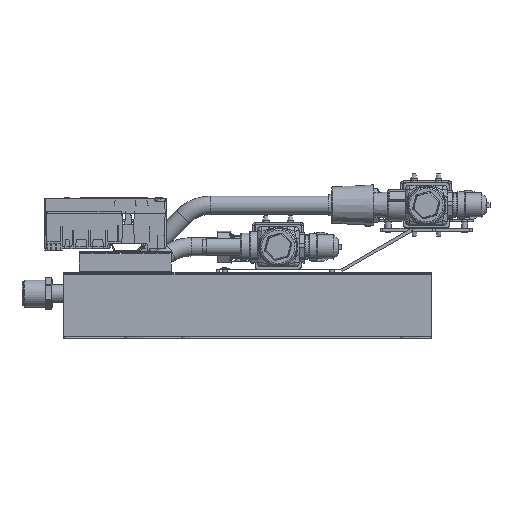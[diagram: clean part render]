
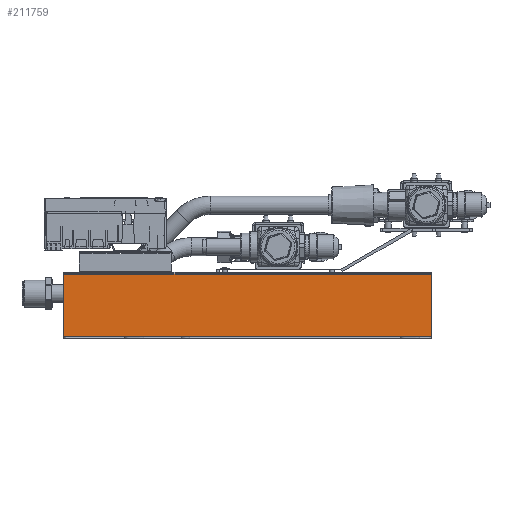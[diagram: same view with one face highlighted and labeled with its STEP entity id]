
A CAD part, left-side view. The second image highlights one B-rep face of the part: STEP entity #211759.
In plain terms, the highlighted planar face has unit normal (-1, 0, 0).
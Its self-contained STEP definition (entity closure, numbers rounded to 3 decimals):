
#2246 = LINE ( 'NONE', #64766, #192112 ) ;
#5678 = DIRECTION ( 'NONE',  ( 1., 0., 0. ) ) ;
#9995 = PLANE ( 'NONE',  #57984 ) ;
#10519 = VECTOR ( 'NONE', #187059, 1000. ) ;
#12782 = EDGE_CURVE ( 'NONE', #85024, #161317, #122493, .T. ) ;
#24435 = EDGE_CURVE ( 'NONE', #85024, #148188, #2246, .T. ) ;
#34807 = LINE ( 'NONE', #133748, #184053 ) ;
#39125 = VERTEX_POINT ( 'NONE', #172015 ) ;
#48187 = CARTESIAN_POINT ( 'NONE',  ( -411.755, 0., 251.755 ) ) ;
#49687 = ORIENTED_EDGE ( 'NONE', *, *, #12782, .F. ) ;
#51268 = EDGE_CURVE ( 'NONE', #148188, #39125, #84703, .T. ) ;
#53628 = CARTESIAN_POINT ( 'NONE',  ( -411.755, -360., 188.991 ) ) ;
#57984 = AXIS2_PLACEMENT_3D ( 'NONE', #186421, #5678, #75627 ) ;
#64766 = CARTESIAN_POINT ( 'NONE',  ( -411.755, -360., 249.768 ) ) ;
#67973 = DIRECTION ( 'NONE',  ( 0., 1., 0. ) ) ;
#75627 = DIRECTION ( 'NONE',  ( 0., 0., -1. ) ) ;
#84703 = LINE ( 'NONE', #48187, #90613 ) ;
#85024 = VERTEX_POINT ( 'NONE', #164068 ) ;
#90613 = VECTOR ( 'NONE', #179443, 1000. ) ;
#104227 = CARTESIAN_POINT ( 'NONE',  ( -411.755, -360., 251.755 ) ) ;
#116326 = ORIENTED_EDGE ( 'NONE', *, *, #24435, .T. ) ;
#121338 = EDGE_LOOP ( 'NONE', ( #186804, #167369, #49687, #116326 ) ) ;
#122493 = LINE ( 'NONE', #104227, #10519 ) ;
#133748 = CARTESIAN_POINT ( 'NONE',  ( -411.755, -360., 188.991 ) ) ;
#148188 = VERTEX_POINT ( 'NONE', #170430 ) ;
#149897 = DIRECTION ( 'NONE',  ( 0., 1., 0. ) ) ;
#161317 = VERTEX_POINT ( 'NONE', #53628 ) ;
#164068 = CARTESIAN_POINT ( 'NONE',  ( -411.755, -360., 249.768 ) ) ;
#167369 = ORIENTED_EDGE ( 'NONE', *, *, #175682, .F. ) ;
#170430 = CARTESIAN_POINT ( 'NONE',  ( -411.755, 0., 249.768 ) ) ;
#172015 = CARTESIAN_POINT ( 'NONE',  ( -411.755, 0., 188.991 ) ) ;
#175682 = EDGE_CURVE ( 'NONE', #161317, #39125, #34807, .T. ) ;
#179443 = DIRECTION ( 'NONE',  ( 0., 0., -1. ) ) ;
#184053 = VECTOR ( 'NONE', #149897, 1000. ) ;
#186421 = CARTESIAN_POINT ( 'NONE',  ( -411.755, -360., 251.755 ) ) ;
#186804 = ORIENTED_EDGE ( 'NONE', *, *, #51268, .T. ) ;
#187059 = DIRECTION ( 'NONE',  ( 0., 0., -1. ) ) ;
#192112 = VECTOR ( 'NONE', #67973, 1000. ) ;
#206877 = FACE_OUTER_BOUND ( 'NONE', #121338, .T. ) ;
#211759 = ADVANCED_FACE ( 'NONE', ( #206877 ), #9995, .F. ) ;
